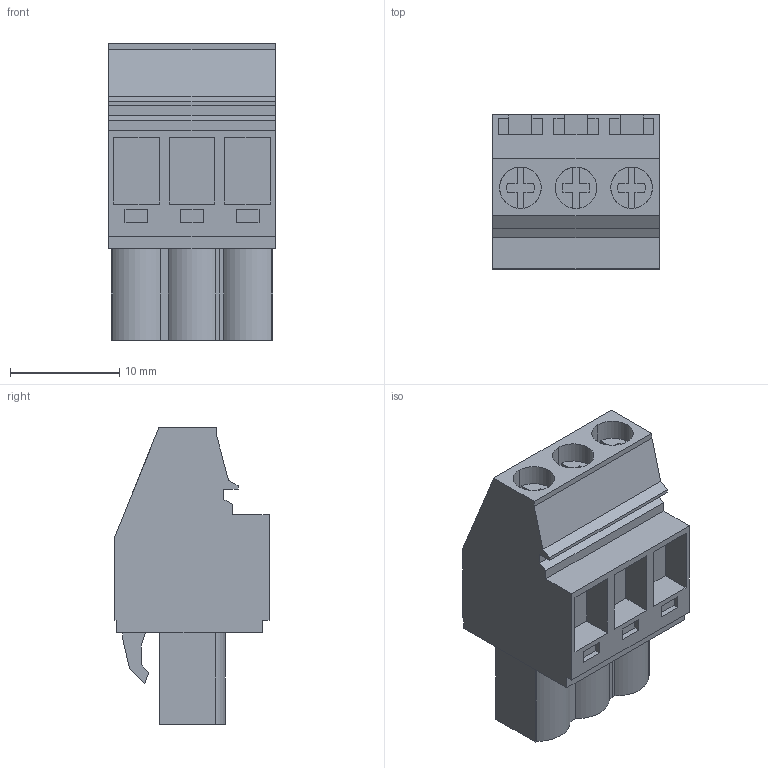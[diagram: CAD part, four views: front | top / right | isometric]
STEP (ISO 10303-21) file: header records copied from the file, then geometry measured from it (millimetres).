
FILE_DESCRIPTION(('CATIA V5 STEP','CAx-IF Rec.Pracs.--- Model Styling and Organization---1.2---2011-12-15'),'2;1');
FILE_NAME ('D1460144_0_1949030000_1949030000.stp','2017-09-09T07:22:10+00:00',('none'),('Weidmueller'),'CATIA Version 5-6 Release 2014','CATIA V5 STEP AP214','none');
FILE_SCHEMA(('AUTOMOTIVE_DESIGN { 1 0 10303 214 1 1 1 1 }'));
Length unit declared in the file: millimetre
Products named in the file (1): 1949030000
Bounding box: 15.24 x 14.1 x 27.1 mm (x, y, z)
Volume: 3465.7 mm3; surface area: 2463.1 mm2
Topology: 4 solids, 4 shells, 226 faces, 615 edges, 410 vertices
Faces by surface type: plane 199, cylinder 25, extrusion 2
Entity records: 6960 total; most frequent: ORIENTED_EDGE 1230, CARTESIAN_POINT 1228, DIRECTION 965, EDGE_CURVE 615, VECTOR 551, LINE 549, VERTEX_POINT 410, EDGE_LOOP 241
